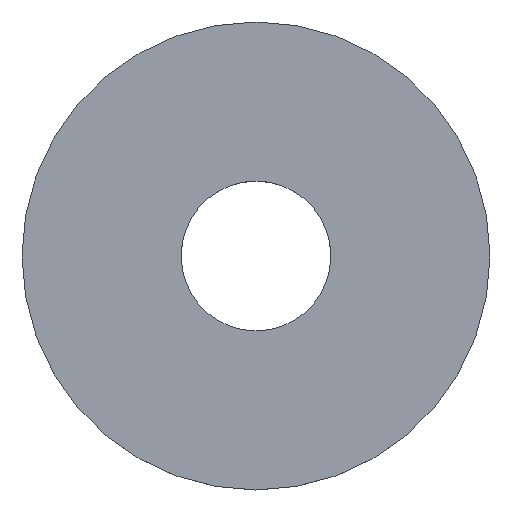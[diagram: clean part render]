
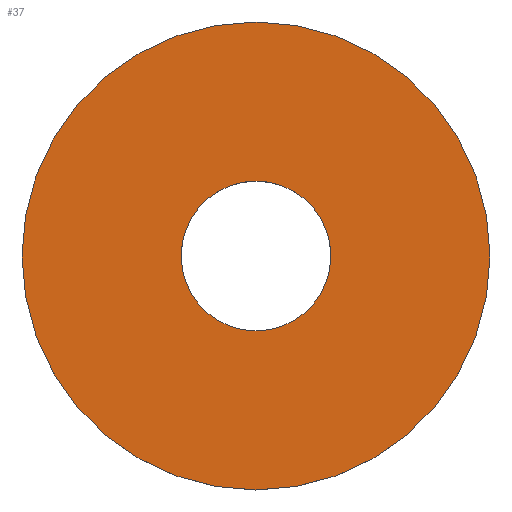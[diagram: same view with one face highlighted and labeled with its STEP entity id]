
A CAD part, top view. The second image highlights one B-rep face of the part: STEP entity #37.
In plain terms, the highlighted planar face has unit normal (0, 0, 1).
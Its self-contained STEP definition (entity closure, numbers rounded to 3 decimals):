
#12 = CIRCLE ( 'NONE', #197, 5. ) ;
#13 = VERTEX_POINT ( 'NONE', #65 ) ;
#17 = FACE_BOUND ( 'NONE', #150, .T. ) ;
#19 = CARTESIAN_POINT ( 'NONE',  ( -31.6, -53.5, 20. ) ) ;
#32 = AXIS2_PLACEMENT_3D ( 'NONE', #221, #64, #130 ) ;
#37 = ADVANCED_FACE ( 'NONE', ( #17, #195 ), #206, .F. ) ;
#46 = EDGE_CURVE ( 'NONE', #282, #100, #73, .T. ) ;
#64 = DIRECTION ( 'NONE',  ( 0., 0., -1. ) ) ;
#65 = CARTESIAN_POINT ( 'NONE',  ( -35., -53.5, 20. ) ) ;
#73 = CIRCLE ( 'NONE', #32, 1.6 ) ;
#83 = DIRECTION ( 'NONE',  ( -1., 0., 0. ) ) ;
#87 = CARTESIAN_POINT ( 'NONE',  ( -30., -53.5, 20. ) ) ;
#92 = EDGE_CURVE ( 'NONE', #13, #182, #12, .T. ) ;
#100 = VERTEX_POINT ( 'NONE', #19 ) ;
#102 = EDGE_LOOP ( 'NONE', ( #143, #241 ) ) ;
#105 = EDGE_CURVE ( 'NONE', #182, #13, #162, .T. ) ;
#110 = CARTESIAN_POINT ( 'NONE',  ( -25., -53.5, 20. ) ) ;
#117 = EDGE_CURVE ( 'NONE', #100, #282, #251, .T. ) ;
#125 = AXIS2_PLACEMENT_3D ( 'NONE', #289, #178, #83 ) ;
#130 = DIRECTION ( 'NONE',  ( -1., 0., 0. ) ) ;
#133 = CARTESIAN_POINT ( 'NONE',  ( -30., -53.5, 20. ) ) ;
#134 = DIRECTION ( 'NONE',  ( 0., 0., -1. ) ) ;
#140 = ORIENTED_EDGE ( 'NONE', *, *, #117, .T. ) ;
#141 = CARTESIAN_POINT ( 'NONE',  ( -28.4, -53.5, 20. ) ) ;
#143 = ORIENTED_EDGE ( 'NONE', *, *, #105, .F. ) ;
#150 = EDGE_LOOP ( 'NONE', ( #140, #157 ) ) ;
#157 = ORIENTED_EDGE ( 'NONE', *, *, #46, .T. ) ;
#158 = DIRECTION ( 'NONE',  ( 0., 0., -1. ) ) ;
#159 = DIRECTION ( 'NONE',  ( -1., 0., 0. ) ) ;
#160 = DIRECTION ( 'NONE',  ( -1., 0., 0. ) ) ;
#161 = CARTESIAN_POINT ( 'NONE',  ( -30., -53.5, 20. ) ) ;
#162 = CIRCLE ( 'NONE', #180, 5. ) ;
#178 = DIRECTION ( 'NONE',  ( 0., 0., -1. ) ) ;
#180 = AXIS2_PLACEMENT_3D ( 'NONE', #161, #134, #159 ) ;
#182 = VERTEX_POINT ( 'NONE', #110 ) ;
#188 = DIRECTION ( 'NONE',  ( -1., 0., 0. ) ) ;
#195 = FACE_OUTER_BOUND ( 'NONE', #102, .T. ) ;
#197 = AXIS2_PLACEMENT_3D ( 'NONE', #87, #298, #160 ) ;
#206 = PLANE ( 'NONE',  #125 ) ;
#212 = AXIS2_PLACEMENT_3D ( 'NONE', #133, #158, #188 ) ;
#221 = CARTESIAN_POINT ( 'NONE',  ( -30., -53.5, 20. ) ) ;
#241 = ORIENTED_EDGE ( 'NONE', *, *, #92, .F. ) ;
#251 = CIRCLE ( 'NONE', #212, 1.6 ) ;
#282 = VERTEX_POINT ( 'NONE', #141 ) ;
#289 = CARTESIAN_POINT ( 'NONE',  ( -30., -53.5, 20. ) ) ;
#298 = DIRECTION ( 'NONE',  ( 0., 0., -1. ) ) ;
